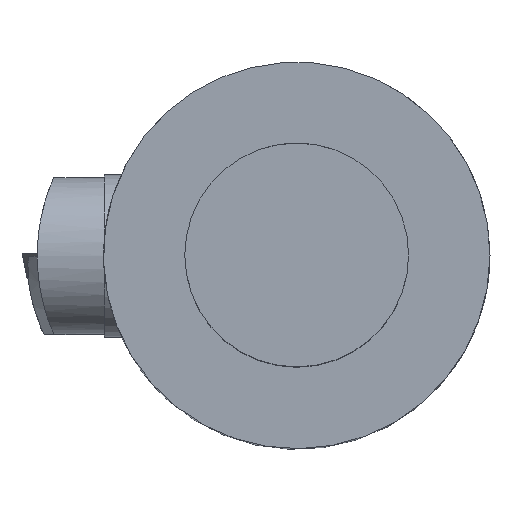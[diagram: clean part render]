
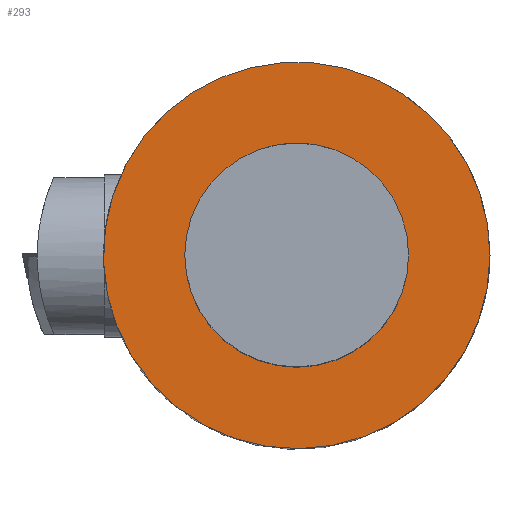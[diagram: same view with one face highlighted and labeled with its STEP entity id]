
A CAD part, top view. The second image highlights one B-rep face of the part: STEP entity #293.
In plain terms, the highlighted planar face has unit normal (0, 0, 1).
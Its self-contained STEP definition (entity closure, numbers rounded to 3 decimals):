
#293=ADVANCED_FACE('240[2]',(#810,#811),#812,.F.);
#396=EDGE_CURVE('240[2]',#977,#977,#978,.T.);
#599=EDGE_CURVE('240[2]',#1244,#1244,#1245,.T.);
#810=FACE_OUTER_BOUND('',#1503,.T.);
#811=FACE_BOUND('',#1504,.T.);
#812=PLANE('',#1505);
#977=VERTEX_POINT('',#1828);
#978=CIRCLE('',#1829,11.0);
#1244=VERTEX_POINT('',#2468);
#1245=CIRCLE('',#2469,19.0);
#1503=EDGE_LOOP('',(#2814));
#1504=EDGE_LOOP('',(#2815));
#1505=AXIS2_PLACEMENT_3D('',#2816,#2817,#2818);
#1828=CARTESIAN_POINT('',(11.0,0.0,0.0));
#1829=AXIS2_PLACEMENT_3D('',#2968,#2969,#2970);
#2468=CARTESIAN_POINT('',(19.0,0.,0.));
#2469=AXIS2_PLACEMENT_3D('',#3289,#3290,#3291);
#2814=ORIENTED_EDGE('',*,*,#599,.T.);
#2815=ORIENTED_EDGE('',*,*,#396,.T.);
#2816=CARTESIAN_POINT('',(-8.857,49.209,0.0));
#2817=DIRECTION('',(0.0,0.0,-1.0));
#2818=DIRECTION('',(0.0,-1.0,0.0));
#2968=CARTESIAN_POINT('',(0.0,0.0,0.0));
#2969=DIRECTION('',(0.0,0.0,-1.0));
#2970=DIRECTION('',(1.0,0.0,0.0));
#3289=CARTESIAN_POINT('',(0.,0.,0.0));
#3290=DIRECTION('',(0.0,-0.0,1.0));
#3291=DIRECTION('',(0.,1.0,0.0));
